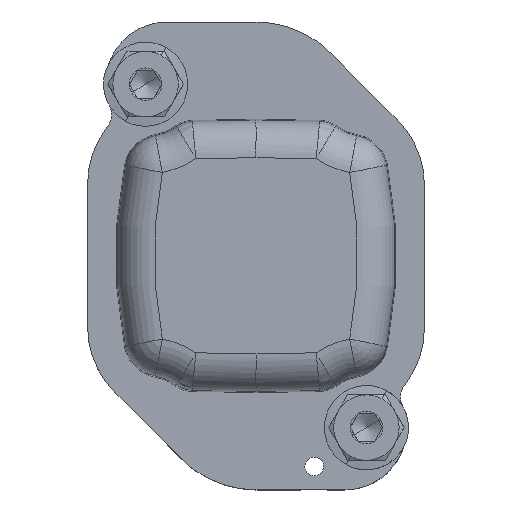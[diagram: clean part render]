
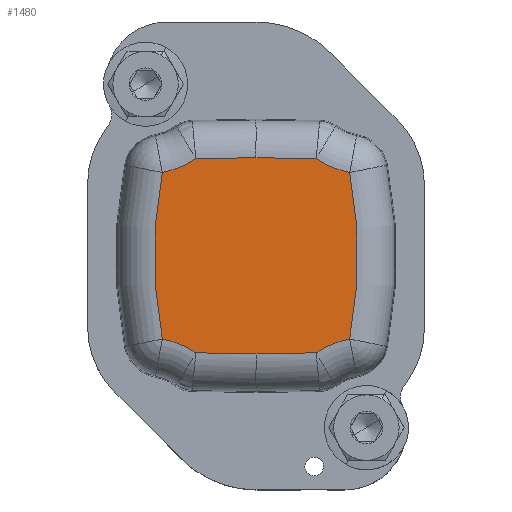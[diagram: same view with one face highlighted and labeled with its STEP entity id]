
A CAD part, top view. The second image highlights one B-rep face of the part: STEP entity #1480.
In plain terms, the highlighted planar face has unit normal (0, 0, 1).
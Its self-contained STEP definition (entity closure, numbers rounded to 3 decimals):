
#1396=AXIS2_PLACEMENT_3D('Plane Axis2P3D',#1393,#1394,#1395) ;
#1409=AXIS2_PLACEMENT_3D('Circle Axis2P3D',#1407,#1408,$) ;
#1416=AXIS2_PLACEMENT_3D('Circle Axis2P3D',#1414,#1415,$) ;
#1423=AXIS2_PLACEMENT_3D('Circle Axis2P3D',#1421,#1422,$) ;
#1444=AXIS2_PLACEMENT_3D('Circle Axis2P3D',#1442,#1443,$) ;
#1451=AXIS2_PLACEMENT_3D('Circle Axis2P3D',#1449,#1450,$) ;
#1458=AXIS2_PLACEMENT_3D('Circle Axis2P3D',#1456,#1457,$) ;
#1393=CARTESIAN_POINT('Axis2P3D Location',(18.,25.,23.387)) ;
#1398=CARTESIAN_POINT('Line Origine',(14.784,35.426,23.387)) ;
#1402=CARTESIAN_POINT('Vertex',(18.,35.482,23.387)) ;
#1404=CARTESIAN_POINT('Vertex',(11.567,35.37,23.387)) ;
#1407=CARTESIAN_POINT('Axis2P3D Location',(6.2,43.35,23.387)) ;
#1411=CARTESIAN_POINT('Vertex',(7.989,33.9,23.387)) ;
#1414=CARTESIAN_POINT('Axis2P3D Location',(53.,25.,23.387)) ;
#1418=CARTESIAN_POINT('Vertex',(7.989,16.1,23.387)) ;
#1421=CARTESIAN_POINT('Axis2P3D Location',(6.2,6.65,23.387)) ;
#1425=CARTESIAN_POINT('Vertex',(11.567,14.63,23.387)) ;
#1428=CARTESIAN_POINT('Line Origine',(14.784,14.574,23.387)) ;
#1432=CARTESIAN_POINT('Vertex',(18.,14.518,23.387)) ;
#1435=CARTESIAN_POINT('Line Origine',(21.216,14.574,23.387)) ;
#1439=CARTESIAN_POINT('Vertex',(24.433,14.63,23.387)) ;
#1442=CARTESIAN_POINT('Axis2P3D Location',(29.8,6.65,23.387)) ;
#1446=CARTESIAN_POINT('Vertex',(28.011,16.1,23.387)) ;
#1449=CARTESIAN_POINT('Axis2P3D Location',(-17.,25.,23.387)) ;
#1453=CARTESIAN_POINT('Vertex',(28.011,33.9,23.387)) ;
#1456=CARTESIAN_POINT('Axis2P3D Location',(29.8,43.35,23.387)) ;
#1460=CARTESIAN_POINT('Vertex',(24.433,35.37,23.387)) ;
#1463=CARTESIAN_POINT('Line Origine',(21.216,35.426,23.387)) ;
#1394=DIRECTION('Axis2P3D Direction',(0.,0.,1.)) ;
#1395=DIRECTION('Axis2P3D XDirection',(0.,-1.,0.)) ;
#1399=DIRECTION('Vector Direction',(1.,0.017,0.)) ;
#1408=DIRECTION('Axis2P3D Direction',(0.,0.,1.)) ;
#1415=DIRECTION('Axis2P3D Direction',(0.,0.,1.)) ;
#1422=DIRECTION('Axis2P3D Direction',(0.,0.,1.)) ;
#1429=DIRECTION('Vector Direction',(-1.,0.017,0.)) ;
#1436=DIRECTION('Vector Direction',(1.,0.017,0.)) ;
#1443=DIRECTION('Axis2P3D Direction',(0.,0.,1.)) ;
#1450=DIRECTION('Axis2P3D Direction',(0.,0.,1.)) ;
#1457=DIRECTION('Axis2P3D Direction',(0.,0.,1.)) ;
#1464=DIRECTION('Vector Direction',(-1.,0.017,0.)) ;
#1400=VECTOR('Line Direction',#1399,1.) ;
#1430=VECTOR('Line Direction',#1429,1.) ;
#1437=VECTOR('Line Direction',#1436,1.) ;
#1465=VECTOR('Line Direction',#1464,1.) ;
#1469=ORIENTED_EDGE('',*,*,#1406,.T.) ;
#1470=ORIENTED_EDGE('',*,*,#1413,.T.) ;
#1471=ORIENTED_EDGE('',*,*,#1420,.T.) ;
#1472=ORIENTED_EDGE('',*,*,#1427,.T.) ;
#1473=ORIENTED_EDGE('',*,*,#1434,.T.) ;
#1474=ORIENTED_EDGE('',*,*,#1441,.T.) ;
#1475=ORIENTED_EDGE('',*,*,#1448,.T.) ;
#1476=ORIENTED_EDGE('',*,*,#1455,.T.) ;
#1477=ORIENTED_EDGE('',*,*,#1462,.T.) ;
#1478=ORIENTED_EDGE('',*,*,#1467,.T.) ;
#1480=ADVANCED_FACE('Hauptk\X2\00F6\X0\rper',(#1479),#1397,.T.) ;
#1410=CIRCLE('generated circle',#1409,9.618) ;
#1417=CIRCLE('generated circle',#1416,45.882) ;
#1424=CIRCLE('generated circle',#1423,9.618) ;
#1445=CIRCLE('generated circle',#1444,9.618) ;
#1452=CIRCLE('generated circle',#1451,45.882) ;
#1459=CIRCLE('generated circle',#1458,9.618) ;
#1406=EDGE_CURVE('',#1403,#1405,#1401,.F.) ;
#1413=EDGE_CURVE('',#1405,#1412,#1410,.F.) ;
#1420=EDGE_CURVE('',#1412,#1419,#1417,.T.) ;
#1427=EDGE_CURVE('',#1419,#1426,#1424,.F.) ;
#1434=EDGE_CURVE('',#1426,#1433,#1431,.F.) ;
#1441=EDGE_CURVE('',#1433,#1440,#1438,.T.) ;
#1448=EDGE_CURVE('',#1440,#1447,#1445,.F.) ;
#1455=EDGE_CURVE('',#1447,#1454,#1452,.T.) ;
#1462=EDGE_CURVE('',#1454,#1461,#1459,.F.) ;
#1467=EDGE_CURVE('',#1461,#1403,#1466,.T.) ;
#1468=EDGE_LOOP('',(#1469,#1470,#1471,#1472,#1473,#1474,#1475,#1476,#1477,#1478)) ;
#1479=FACE_OUTER_BOUND('',#1468,.T.) ;
#1401=LINE('Line',#1398,#1400) ;
#1431=LINE('Line',#1428,#1430) ;
#1438=LINE('Line',#1435,#1437) ;
#1466=LINE('Line',#1463,#1465) ;
#1397=PLANE('',#1396) ;
#1403=VERTEX_POINT('',#1402) ;
#1405=VERTEX_POINT('',#1404) ;
#1412=VERTEX_POINT('',#1411) ;
#1419=VERTEX_POINT('',#1418) ;
#1426=VERTEX_POINT('',#1425) ;
#1433=VERTEX_POINT('',#1432) ;
#1440=VERTEX_POINT('',#1439) ;
#1447=VERTEX_POINT('',#1446) ;
#1454=VERTEX_POINT('',#1453) ;
#1461=VERTEX_POINT('',#1460) ;
